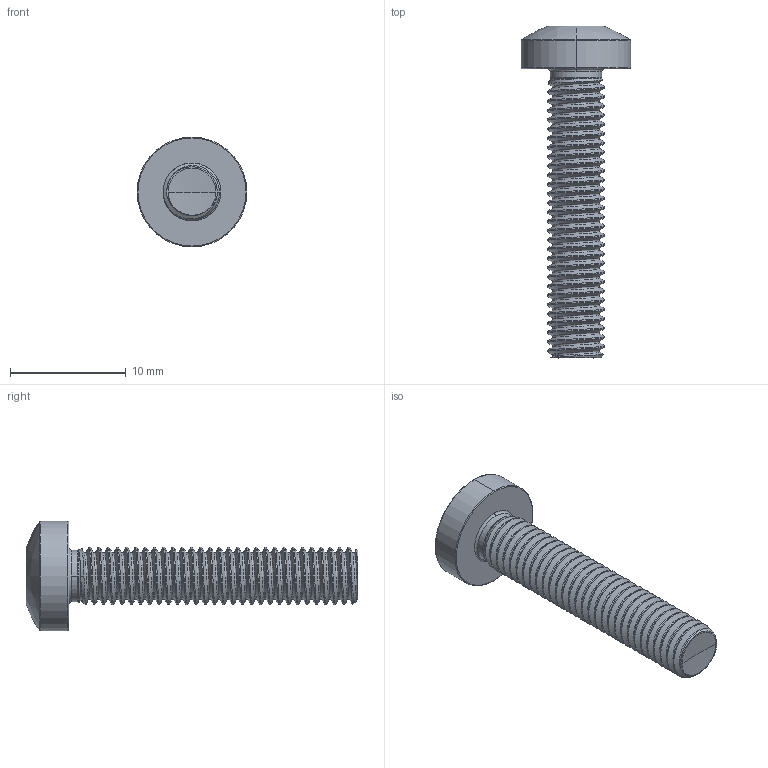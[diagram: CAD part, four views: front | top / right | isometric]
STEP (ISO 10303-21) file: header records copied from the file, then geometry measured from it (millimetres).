
FILE_DESCRIPTION (( 'STEP AP203' ), '1' );
FILE_NAME ('STM390500250.STEP', '2020-12-23T16:57:48', ( '' ), ( '' ), 'SwSTEP 2.0', 'SolidWorks 2015', '' );
FILE_SCHEMA (( 'CONFIG_CONTROL_DESIGN' ));
Length unit declared in the file: millimetre
Products named in the file (2): STM390500250
Bounding box: 9.5 x 28.7 x 9.5 mm (x, y, z)
Volume: 601 mm3; surface area: 831.5 mm2
Topology: 1 solids, 1 shells, 132 faces, 356 edges, 226 vertices
Faces by surface type: cylinder 82, bspline 18, torus 13, cone 12, sphere 4, plane 3
Entity records: 31035 total; most frequent: CARTESIAN_POINT 28108, ORIENTED_EDGE 708, DIRECTION 457, EDGE_CURVE 354, VERTEX_POINT 226, AXIS2_PLACEMENT_3D 183, EDGE_LOOP 134, ADVANCED_FACE 132
